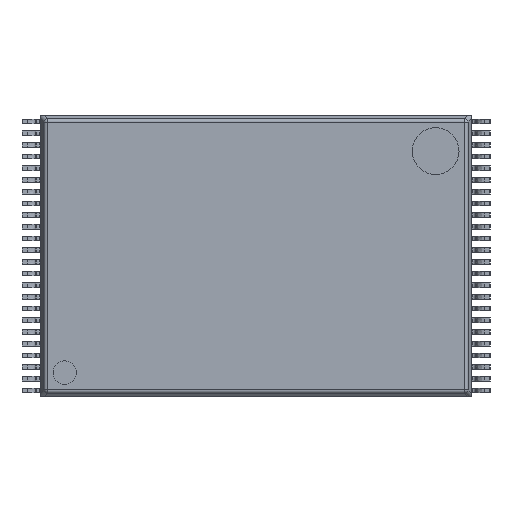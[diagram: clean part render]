
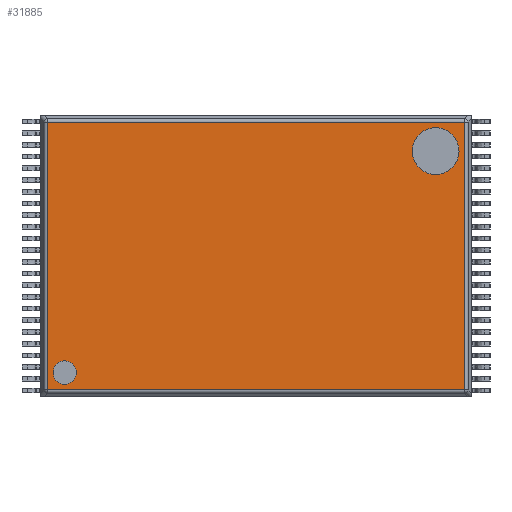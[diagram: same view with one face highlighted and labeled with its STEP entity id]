
A CAD part, front view. The second image highlights one B-rep face of the part: STEP entity #31885.
In plain terms, the highlighted planar face has unit normal (0, -1, 0).
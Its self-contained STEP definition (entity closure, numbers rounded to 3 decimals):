
#2597 = EDGE_LOOP ( 'NONE', ( #6450, #6448 ) ) ;
#2599 = EDGE_LOOP ( 'NONE', ( #6442, #6446, #6444, #6447 ) ) ;
#2600 = EDGE_LOOP ( 'NONE', ( #6451, #6452 ) ) ;
#3405 = VERTEX_POINT ( 'NONE', #9156 ) ;
#3406 = VERTEX_POINT ( 'NONE', #9158 ) ;
#3409 = VERTEX_POINT ( 'NONE', #9162 ) ;
#3410 = VERTEX_POINT ( 'NONE', #9163 ) ;
#3411 = VERTEX_POINT ( 'NONE', #9164 ) ;
#3412 = VERTEX_POINT ( 'NONE', #9166 ) ;
#3413 = VERTEX_POINT ( 'NONE', #9167 ) ;
#3414 = VERTEX_POINT ( 'NONE', #9168 ) ;
#6442 = ORIENTED_EDGE ( 'NONE', *, *, #33034, .F. ) ;
#6444 = ORIENTED_EDGE ( 'NONE', *, *, #33035, .F. ) ;
#6446 = ORIENTED_EDGE ( 'NONE', *, *, #33033, .F. ) ;
#6447 = ORIENTED_EDGE ( 'NONE', *, *, #33037, .F. ) ;
#6448 = ORIENTED_EDGE ( 'NONE', *, *, #33023, .F. ) ;
#6450 = ORIENTED_EDGE ( 'NONE', *, *, #33032, .F. ) ;
#6451 = ORIENTED_EDGE ( 'NONE', *, *, #33031, .F. ) ;
#6452 = ORIENTED_EDGE ( 'NONE', *, *, #33027, .F. ) ;
#8485 = PLANE ( 'NONE',  #27563 ) ;
#8487 = CARTESIAN_POINT ( 'NONE',  ( -9.2, -0.455, 6. ) ) ;
#8489 = DIRECTION ( 'NONE',  ( 0., 1., 0. ) ) ;
#8491 = DIRECTION ( 'NONE',  ( -1., 0., 0. ) ) ;
#9156 = CARTESIAN_POINT ( 'NONE',  ( 6.679, -0.455, 4.485 ) ) ;
#9158 = CARTESIAN_POINT ( 'NONE',  ( 8.679, -0.455, 4.485 ) ) ;
#9162 = CARTESIAN_POINT ( 'NONE',  ( -8.672, -0.455, -4.982 ) ) ;
#9163 = CARTESIAN_POINT ( 'NONE',  ( -7.672, -0.455, -4.982 ) ) ;
#9164 = CARTESIAN_POINT ( 'NONE',  ( -8.925, -0.455, -5.725 ) ) ;
#9166 = CARTESIAN_POINT ( 'NONE',  ( -8.925, -0.455, 5.725 ) ) ;
#9167 = CARTESIAN_POINT ( 'NONE',  ( 8.925, -0.455, -5.725 ) ) ;
#9168 = CARTESIAN_POINT ( 'NONE',  ( 8.925, -0.455, 5.725 ) ) ;
#18854 = CARTESIAN_POINT ( 'NONE',  ( 7.679, -0.455, 4.485 ) ) ;
#18855 = DIRECTION ( 'NONE',  ( 0., -1., 0. ) ) ;
#18856 = DIRECTION ( 'NONE',  ( 1., 0., 0. ) ) ;
#18866 = CARTESIAN_POINT ( 'NONE',  ( -8.172, -0.455, -4.982 ) ) ;
#18867 = DIRECTION ( 'NONE',  ( 0., -1., 0. ) ) ;
#18868 = DIRECTION ( 'NONE',  ( 1., 0., 0. ) ) ;
#18878 = CARTESIAN_POINT ( 'NONE',  ( -8.172, -0.455, -4.982 ) ) ;
#18879 = DIRECTION ( 'NONE',  ( 0., -1., 0. ) ) ;
#18880 = DIRECTION ( 'NONE',  ( 1., 0., 0. ) ) ;
#18881 = CARTESIAN_POINT ( 'NONE',  ( 7.679, -0.455, 4.485 ) ) ;
#18882 = DIRECTION ( 'NONE',  ( 0., -1., 0. ) ) ;
#18883 = DIRECTION ( 'NONE',  ( 1., 0., 0. ) ) ;
#18885 = LINE ( 'NONE', #18886, #28970 ) ;
#18886 = CARTESIAN_POINT ( 'NONE',  ( 0., -0.455, -5.725 ) ) ;
#18887 = DIRECTION ( 'NONE',  ( -1., 0., 0. ) ) ;
#18888 = LINE ( 'NONE', #18889, #28971 ) ;
#18889 = CARTESIAN_POINT ( 'NONE',  ( -8.925, -0.455, 0. ) ) ;
#18890 = DIRECTION ( 'NONE',  ( 0., 0., 1. ) ) ;
#18891 = LINE ( 'NONE', #18892, #28973 ) ;
#18892 = CARTESIAN_POINT ( 'NONE',  ( 8.925, -0.455, 6. ) ) ;
#18893 = DIRECTION ( 'NONE',  ( 0., 0., -1. ) ) ;
#18897 = LINE ( 'NONE', #18898, #28974 ) ;
#18898 = CARTESIAN_POINT ( 'NONE',  ( -9.2, -0.455, 5.725 ) ) ;
#18899 = DIRECTION ( 'NONE',  ( 1., 0., 0. ) ) ;
#27563 = AXIS2_PLACEMENT_3D ( 'NONE', #8487, #8489, #8491 ) ;
#27615 = FACE_OUTER_BOUND ( 'NONE', #2599, .T. ) ;
#27622 = FACE_BOUND ( 'NONE', #2597, .T. ) ;
#27624 = FACE_BOUND ( 'NONE', #2600, .T. ) ;
#28939 = AXIS2_PLACEMENT_3D ( 'NONE', #18878, #18879, #18880 ) ;
#28961 = AXIS2_PLACEMENT_3D ( 'NONE', #18854, #18855, #18856 ) ;
#28962 = AXIS2_PLACEMENT_3D ( 'NONE', #18881, #18882, #18883 ) ;
#28966 = AXIS2_PLACEMENT_3D ( 'NONE', #18866, #18867, #18868 ) ;
#28970 = VECTOR ( 'NONE', #18887, 1000. ) ;
#28971 = VECTOR ( 'NONE', #18890, 1000. ) ;
#28973 = VECTOR ( 'NONE', #18893, 1000. ) ;
#28974 = VECTOR ( 'NONE', #18899, 1000. ) ;
#31885 = ADVANCED_FACE ( 'NONE', ( #27615, #27622, #27624 ), #8485, .F. ) ;
#33023 = EDGE_CURVE ( 'NONE', #3405, #3406, #34500, .T. ) ;
#33027 = EDGE_CURVE ( 'NONE', #3409, #3410, #34502, .T. ) ;
#33031 = EDGE_CURVE ( 'NONE', #3410, #3409, #34505, .T. ) ;
#33032 = EDGE_CURVE ( 'NONE', #3406, #3405, #34506, .T. ) ;
#33033 = EDGE_CURVE ( 'NONE', #3413, #3411, #18885, .T. ) ;
#33034 = EDGE_CURVE ( 'NONE', #3411, #3412, #18888, .T. ) ;
#33035 = EDGE_CURVE ( 'NONE', #3414, #3413, #18891, .T. ) ;
#33037 = EDGE_CURVE ( 'NONE', #3412, #3414, #18897, .T. ) ;
#34500 = CIRCLE ( 'NONE', #28961, 1. ) ;
#34502 = CIRCLE ( 'NONE', #28966, 0.5 ) ;
#34505 = CIRCLE ( 'NONE', #28939, 0.5 ) ;
#34506 = CIRCLE ( 'NONE', #28962, 1. ) ;
